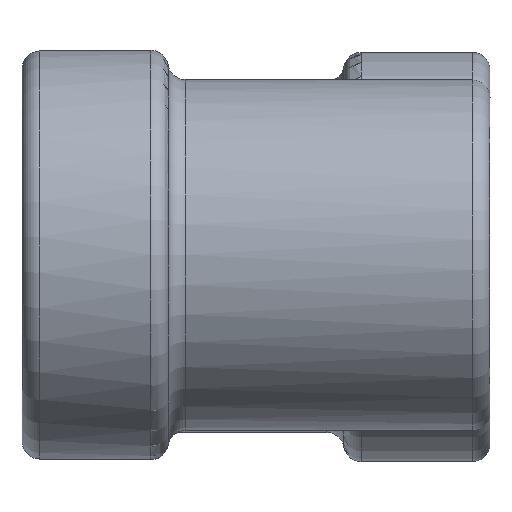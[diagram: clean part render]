
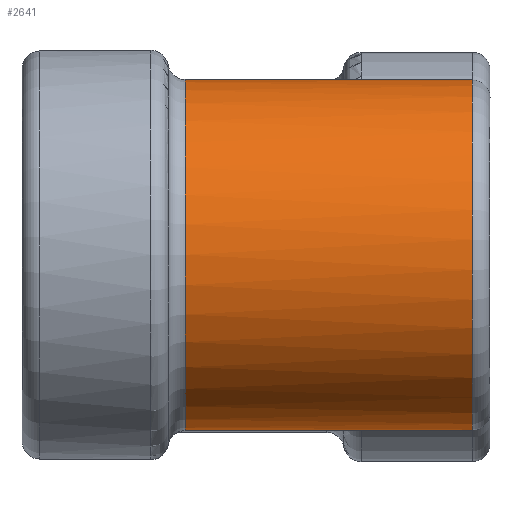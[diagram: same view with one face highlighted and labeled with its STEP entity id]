
A CAD part, top view. The second image highlights one B-rep face of the part: STEP entity #2641.
In plain terms, the highlighted cylindrical face has radius 30 mm (diameter 60 mm), a partial arc.
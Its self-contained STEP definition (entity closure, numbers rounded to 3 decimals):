
#222=LINE('',#4726,#381);
#223=LINE('',#4730,#382);
#381=VECTOR('',#3499,10.);
#382=VECTOR('',#3504,10.);
#483=CYLINDRICAL_SURFACE('',#2901,30.);
#601=FACE_OUTER_BOUND('',#789,.T.);
#789=EDGE_LOOP('',(#2085,#2086,#2087,#2088,#2089,#2090));
#1005=CIRCLE('',#2874,30.);
#1009=CIRCLE('',#2879,30.);
#1014=CIRCLE('',#2888,30.);
#1021=CIRCLE('',#2902,30.);
#1268=VERTEX_POINT('',#4661);
#1269=VERTEX_POINT('',#4663);
#1270=VERTEX_POINT('',#4668);
#1273=VERTEX_POINT('',#4682);
#1285=VERTEX_POINT('',#4725);
#1286=VERTEX_POINT('',#4729);
#1552=EDGE_CURVE('',#1268,#1269,#1005,.T.);
#1556=EDGE_CURVE('',#1269,#1270,#1009,.T.);
#1563=EDGE_CURVE('',#1273,#1268,#1014,.T.);
#1580=EDGE_CURVE('',#1270,#1285,#222,.T.);
#1582=EDGE_CURVE('',#1286,#1273,#223,.T.);
#1583=EDGE_CURVE('',#1285,#1286,#1021,.T.);
#2085=ORIENTED_EDGE('',*,*,#1556,.F.);
#2086=ORIENTED_EDGE('',*,*,#1552,.F.);
#2087=ORIENTED_EDGE('',*,*,#1563,.F.);
#2088=ORIENTED_EDGE('',*,*,#1582,.F.);
#2089=ORIENTED_EDGE('',*,*,#1583,.F.);
#2090=ORIENTED_EDGE('',*,*,#1580,.F.);
#2641=ADVANCED_FACE('',(#601),#483,.T.);
#2874=AXIS2_PLACEMENT_3D('',#4664,#3436,#3437);
#2879=AXIS2_PLACEMENT_3D('',#4670,#3446,#3447);
#2888=AXIS2_PLACEMENT_3D('',#4684,#3466,#3467);
#2901=AXIS2_PLACEMENT_3D('',#4728,#3502,#3503);
#2902=AXIS2_PLACEMENT_3D('',#4731,#3505,#3506);
#3436=DIRECTION('center_axis',(1.,0.,0.));
#3437=DIRECTION('ref_axis',(0.,0.,
1.));
#3446=DIRECTION('center_axis',(1.,0.,0.));
#3447=DIRECTION('ref_axis',(0.,-0.773,-0.635));
#3466=DIRECTION('center_axis',(1.,0.,0.));
#3467=DIRECTION('ref_axis',(0.,0.773,-0.635));
#3499=DIRECTION('',(-1.,0.,0.));
#3502=DIRECTION('center_axis',(-1.,0.,0.));
#3503=DIRECTION('ref_axis',(0.,0.,1.));
#3504=DIRECTION('',(1.,0.,0.));
#3505=DIRECTION('center_axis',(-1.,0.,0.));
#3506=DIRECTION('ref_axis',(0.,0.,-1.));
#4661=CARTESIAN_POINT('',(60.,47.5,197.995));
#4663=CARTESIAN_POINT('',(60.,-2.5,197.995));
#4664=CARTESIAN_POINT('Origin',(60.,22.5,214.578));
#4668=CARTESIAN_POINT('',(60.,-0.682,195.536));
#4670=CARTESIAN_POINT('Origin',(60.,22.5,214.578));
#4682=CARTESIAN_POINT('',(60.,45.682,195.536));
#4684=CARTESIAN_POINT('Origin',(60.,22.5,214.578));
#4725=CARTESIAN_POINT('',(10.916,-0.682,195.536));
#4726=CARTESIAN_POINT('',(63.,-0.682,195.536));
#4728=CARTESIAN_POINT('Origin',(63.,22.5,214.578));
#4729=CARTESIAN_POINT('',(10.916,45.682,195.536));
#4730=CARTESIAN_POINT('',(63.,45.682,195.536));
#4731=CARTESIAN_POINT('Origin',(10.916,22.5,214.578));
